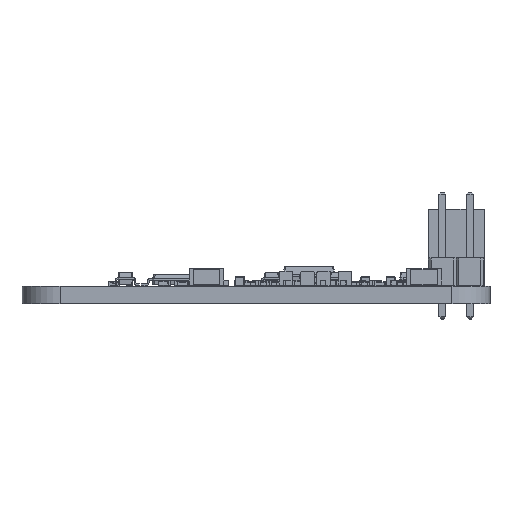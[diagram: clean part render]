
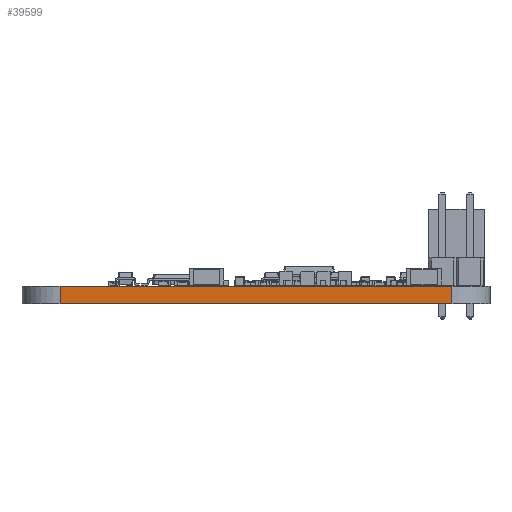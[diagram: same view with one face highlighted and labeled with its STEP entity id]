
A CAD part, left-side view. The second image highlights one B-rep face of the part: STEP entity #39599.
In plain terms, the highlighted planar face has unit normal (-1, 0, 0).
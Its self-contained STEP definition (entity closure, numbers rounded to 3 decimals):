
#37992 = VERTEX_POINT('',#37993);
#37993 = CARTESIAN_POINT('',(99.607,-85.165,0.));
#38000 = EDGE_CURVE('',#38001,#37992,#38003,.T.);
#38001 = VERTEX_POINT('',#38002);
#38002 = CARTESIAN_POINT('',(99.607,-121.165,0.));
#38003 = LINE('',#38004,#38005);
#38004 = CARTESIAN_POINT('',(99.607,-121.165,0.));
#38005 = VECTOR('',#38006,1.);
#38006 = DIRECTION('',(0.,1.,0.));
#38782 = VERTEX_POINT('',#38783);
#38783 = CARTESIAN_POINT('',(99.607,-85.165,1.6));
#38790 = EDGE_CURVE('',#38791,#38782,#38793,.T.);
#38791 = VERTEX_POINT('',#38792);
#38792 = CARTESIAN_POINT('',(99.607,-121.165,1.6));
#38793 = LINE('',#38794,#38795);
#38794 = CARTESIAN_POINT('',(99.607,-121.165,1.6));
#38795 = VECTOR('',#38796,1.);
#38796 = DIRECTION('',(0.,1.,0.));
#39569 = EDGE_CURVE('',#37992,#38782,#39570,.T.);
#39570 = LINE('',#39571,#39572);
#39571 = CARTESIAN_POINT('',(99.607,-85.165,0.));
#39572 = VECTOR('',#39573,1.);
#39573 = DIRECTION('',(0.,0.,1.));
#39599 = ADVANCED_FACE('',(#39600),#39611,.T.);
#39600 = FACE_BOUND('',#39601,.T.);
#39601 = EDGE_LOOP('',(#39602,#39608,#39609,#39610));
#39602 = ORIENTED_EDGE('',*,*,#39603,.T.);
#39603 = EDGE_CURVE('',#38001,#38791,#39604,.T.);
#39604 = LINE('',#39605,#39606);
#39605 = CARTESIAN_POINT('',(99.607,-121.165,0.));
#39606 = VECTOR('',#39607,1.);
#39607 = DIRECTION('',(0.,0.,1.));
#39608 = ORIENTED_EDGE('',*,*,#38790,.T.);
#39609 = ORIENTED_EDGE('',*,*,#39569,.F.);
#39610 = ORIENTED_EDGE('',*,*,#38000,.F.);
#39611 = PLANE('',#39612);
#39612 = AXIS2_PLACEMENT_3D('',#39613,#39614,#39615);
#39613 = CARTESIAN_POINT('',(99.607,-121.165,0.));
#39614 = DIRECTION('',(-1.,0.,0.));
#39615 = DIRECTION('',(0.,1.,0.));
